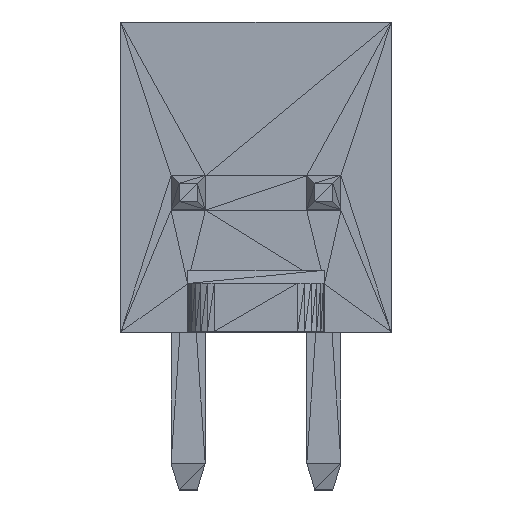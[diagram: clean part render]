
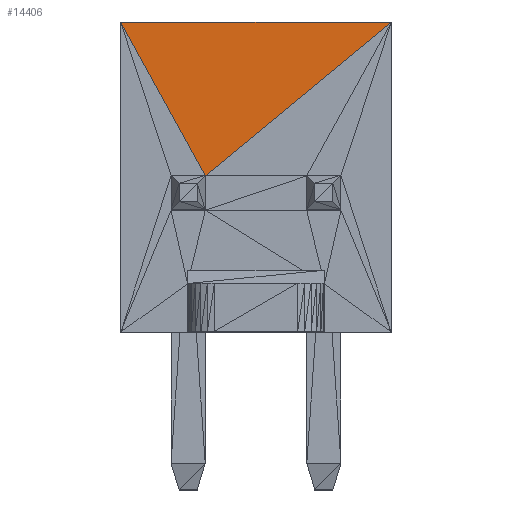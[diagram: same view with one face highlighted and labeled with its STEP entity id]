
A CAD part, top view. The second image highlights one B-rep face of the part: STEP entity #14406.
In plain terms, the highlighted planar face has unit normal (0, 0, 1).
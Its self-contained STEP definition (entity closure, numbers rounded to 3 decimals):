
#2356 = VERTEX_POINT('',#2357);
#2357 = CARTESIAN_POINT('',(5.24,8.75,3.3
    ));
#3868 = VERTEX_POINT('',#3869);
#3869 = CARTESIAN_POINT('',(0.18,8.75,3.3
    ));
#4099 = PLANE('',#4100);
#4100 = AXIS2_PLACEMENT_3D('',#4101,#4102,#4103);
#4101 = CARTESIAN_POINT('',(2.611,8.75,2.619
    ));
#4102 = DIRECTION('',(0.,1.,0.));
#4103 = DIRECTION('',(0.,0.,1.));
#4297 = EDGE_CURVE('',#3868,#2356,#4298,.T.);
#4298 = SURFACE_CURVE('',#4299,(#4303,#4310),.PCURVE_S1.);
#4299 = LINE('',#4300,#4301);
#4300 = CARTESIAN_POINT('',(0.18,8.75,3.3
    ));
#4301 = VECTOR('',#4302,1.);
#4302 = DIRECTION('',(1.,0.,0.));
#4303 = PCURVE('',#4099,#4304);
#4304 = DEFINITIONAL_REPRESENTATION('',(#4305),#4309);
#4305 = LINE('',#4306,#4307);
#4306 = CARTESIAN_POINT('',(0.681,-2.431));
#4307 = VECTOR('',#4308,1.);
#4308 = DIRECTION('',(0.,1.));
#4309 = ( GEOMETRIC_REPRESENTATION_CONTEXT(2) 
PARAMETRIC_REPRESENTATION_CONTEXT() REPRESENTATION_CONTEXT('2D SPACE',''
  ) );
#4310 = PCURVE('',#4311,#4316);
#4311 = PLANE('',#4312);
#4312 = AXIS2_PLACEMENT_3D('',#4313,#4314,#4315);
#4313 = CARTESIAN_POINT('',(2.543,7.877,3.3
    ));
#4314 = DIRECTION('',(0.,0.,1.));
#4315 = DIRECTION('',(1.,0.,0.));
#4316 = DEFINITIONAL_REPRESENTATION('',(#4317),#4320);
#4317 = B_SPLINE_CURVE_WITH_KNOTS('',1,(#4318,#4319),.UNSPECIFIED.,.F.,
  .F.,(2,2),(0.,5.06),.PIECEWISE_BEZIER_KNOTS.);
#4318 = CARTESIAN_POINT('',(-2.363,0.873));
#4319 = CARTESIAN_POINT('',(2.697,0.873));
#4320 = ( GEOMETRIC_REPRESENTATION_CONTEXT(2) 
PARAMETRIC_REPRESENTATION_CONTEXT() REPRESENTATION_CONTEXT('2D SPACE',''
  ) );
#13767 = PLANE('',#13768);
#13768 = AXIS2_PLACEMENT_3D('',#13769,#13770,#13771);
#13769 = CARTESIAN_POINT('',(3.667,7.028,
    3.3));
#13770 = DIRECTION('',(0.,0.,1.));
#13771 = DIRECTION('',(0.,1.,0.));
#13782 = VERTEX_POINT('',#13783);
#13783 = CARTESIAN_POINT('',(1.76,5.87,
    3.3));
#13809 = EDGE_CURVE('',#2356,#13782,#13810,.T.);
#13810 = SURFACE_CURVE('',#13811,(#13815,#13822),.PCURVE_S1.);
#13811 = LINE('',#13812,#13813);
#13812 = CARTESIAN_POINT('',(5.24,8.75,
    3.3));
#13813 = VECTOR('',#13814,1.);
#13814 = DIRECTION('',(-0.77,-0.638,0.));
#13815 = PCURVE('',#13767,#13816);
#13816 = DEFINITIONAL_REPRESENTATION('',(#13817),#13821);
#13817 = LINE('',#13818,#13819);
#13818 = CARTESIAN_POINT('',(1.722,-1.573));
#13819 = VECTOR('',#13820,1.);
#13820 = DIRECTION('',(-0.638,0.77));
#13821 = ( GEOMETRIC_REPRESENTATION_CONTEXT(2) 
PARAMETRIC_REPRESENTATION_CONTEXT() REPRESENTATION_CONTEXT('2D SPACE',''
  ) );
#13822 = PCURVE('',#4311,#13823);
#13823 = DEFINITIONAL_REPRESENTATION('',(#13824),#13827);
#13824 = B_SPLINE_CURVE_WITH_KNOTS('',1,(#13825,#13826),.UNSPECIFIED.,
  .F.,.F.,(2,2),(0.,4.517),.PIECEWISE_BEZIER_KNOTS.);
#13825 = CARTESIAN_POINT('',(2.697,0.873));
#13826 = CARTESIAN_POINT('',(-0.783,-2.007));
#13827 = ( GEOMETRIC_REPRESENTATION_CONTEXT(2) 
PARAMETRIC_REPRESENTATION_CONTEXT() REPRESENTATION_CONTEXT('2D SPACE',''
  ) );
#13986 = PLANE('',#13987);
#13987 = AXIS2_PLACEMENT_3D('',#13988,#13989,#13990);
#13988 = CARTESIAN_POINT('',(0.874,7.177,
    3.3));
#13989 = DIRECTION('',(0.,0.,1.));
#13990 = DIRECTION('',(1.,0.,0.));
#14406 = ADVANCED_FACE('',(#14407),#4311,.T.);
#14407 = FACE_BOUND('',#14408,.T.);
#14408 = EDGE_LOOP('',(#14409,#14410,#14411));
#14409 = ORIENTED_EDGE('',*,*,#13809,.F.);
#14410 = ORIENTED_EDGE('',*,*,#4297,.F.);
#14411 = ORIENTED_EDGE('',*,*,#14412,.T.);
#14412 = EDGE_CURVE('',#3868,#13782,#14413,.T.);
#14413 = SURFACE_CURVE('',#14414,(#14418,#14425),.PCURVE_S1.);
#14414 = LINE('',#14415,#14416);
#14415 = CARTESIAN_POINT('',(0.18,8.75,
    3.3));
#14416 = VECTOR('',#14417,1.);
#14417 = DIRECTION('',(0.481,-0.877,0.));
#14418 = PCURVE('',#4311,#14419);
#14419 = DEFINITIONAL_REPRESENTATION('',(#14420),#14424);
#14420 = LINE('',#14421,#14422);
#14421 = CARTESIAN_POINT('',(-2.363,0.873));
#14422 = VECTOR('',#14423,1.);
#14423 = DIRECTION('',(0.481,-0.877));
#14424 = ( GEOMETRIC_REPRESENTATION_CONTEXT(2) 
PARAMETRIC_REPRESENTATION_CONTEXT() REPRESENTATION_CONTEXT('2D SPACE',''
  ) );
#14425 = PCURVE('',#13986,#14426);
#14426 = DEFINITIONAL_REPRESENTATION('',(#14427),#14430);
#14427 = B_SPLINE_CURVE_WITH_KNOTS('',1,(#14428,#14429),.UNSPECIFIED.,
  .F.,.F.,(2,2),(0.,3.285),.PIECEWISE_BEZIER_KNOTS.);
#14428 = CARTESIAN_POINT('',(-0.694,1.573));
#14429 = CARTESIAN_POINT('',(0.886,-1.307));
#14430 = ( GEOMETRIC_REPRESENTATION_CONTEXT(2) 
PARAMETRIC_REPRESENTATION_CONTEXT() REPRESENTATION_CONTEXT('2D SPACE',''
  ) );
